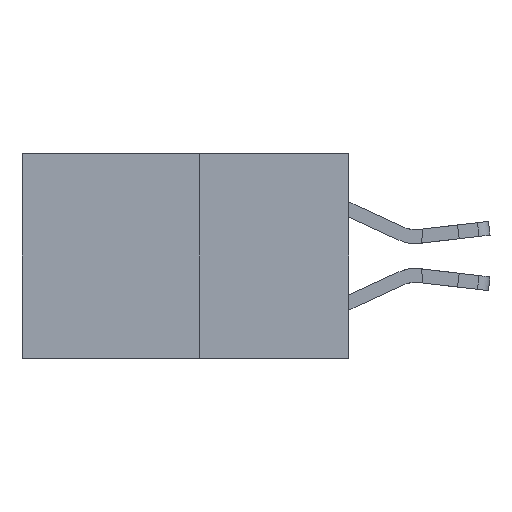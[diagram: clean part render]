
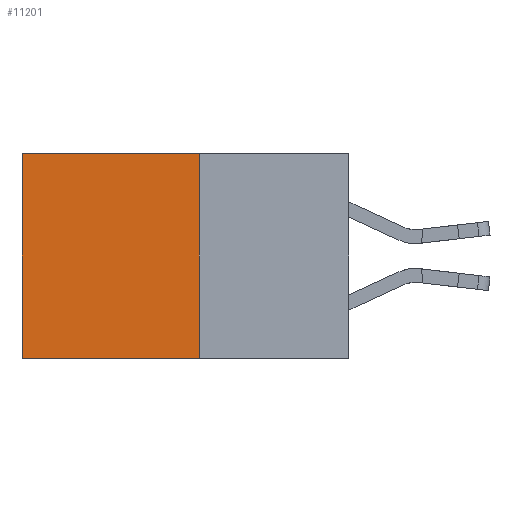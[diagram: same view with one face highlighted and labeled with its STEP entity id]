
A CAD part, left-side view. The second image highlights one B-rep face of the part: STEP entity #11201.
In plain terms, the highlighted planar face has unit normal (-1, 0, 0).
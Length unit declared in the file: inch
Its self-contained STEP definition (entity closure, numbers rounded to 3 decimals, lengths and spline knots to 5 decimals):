
#606 = EDGE_CURVE ( 'NONE', #6161, #5428, #8475, .T. ) ;
#907 = CARTESIAN_POINT ( 'NONE',  ( 0.277, 0.59, 0. ) ) ;
#1698 = DIRECTION ( 'NONE',  ( 0., 1., 0. ) ) ;
#2767 = EDGE_CURVE ( 'NONE', #9804, #5428, #6228, .T. ) ;
#3191 = PLANE ( 'NONE',  #12549 ) ;
#3546 = EDGE_CURVE ( 'NONE', #5156, #9804, #13119, .T. ) ;
#4655 = VECTOR ( 'NONE', #8432, 39.37008 ) ;
#4807 = DIRECTION ( 'NONE',  ( 0., 0., -1. ) ) ;
#4837 = CARTESIAN_POINT ( 'NONE',  ( 0.277, 0.59, -0.37 ) ) ;
#4866 = CARTESIAN_POINT ( 'NONE',  ( 0.277, 0.27, 0. ) ) ;
#4909 = ORIENTED_EDGE ( 'NONE', *, *, #14816, .F. ) ;
#5053 = CARTESIAN_POINT ( 'NONE',  ( 0.277, 0.27, -0.37 ) ) ;
#5156 = VERTEX_POINT ( 'NONE', #15700 ) ;
#5224 = ORIENTED_EDGE ( 'NONE', *, *, #3546, .T. ) ;
#5358 = ORIENTED_EDGE ( 'NONE', *, *, #606, .F. ) ;
#5428 = VERTEX_POINT ( 'NONE', #13058 ) ;
#5621 = ORIENTED_EDGE ( 'NONE', *, *, #2767, .T. ) ;
#5974 = VECTOR ( 'NONE', #4807, 39.37008 ) ;
#6161 = VERTEX_POINT ( 'NONE', #16713 ) ;
#6228 = LINE ( 'NONE', #4837, #13372 ) ;
#6363 = FACE_OUTER_BOUND ( 'NONE', #11931, .T. ) ;
#6438 = LINE ( 'NONE', #5053, #5974 ) ;
#8241 = CARTESIAN_POINT ( 'NONE',  ( 0.277, 0.27, -0.37 ) ) ;
#8432 = DIRECTION ( 'NONE',  ( 0., 1., 0. ) ) ;
#8475 = LINE ( 'NONE', #8241, #4655 ) ;
#8718 = CARTESIAN_POINT ( 'NONE',  ( 0.277, 0.27, -0.37 ) ) ;
#9804 = VERTEX_POINT ( 'NONE', #907 ) ;
#11201 = ADVANCED_FACE ( 'NONE', ( #6363 ), #3191, .F. ) ;
#11931 = EDGE_LOOP ( 'NONE', ( #5621, #5358, #4909, #5224 ) ) ;
#12549 = AXIS2_PLACEMENT_3D ( 'NONE', #8718, #14732, #14572 ) ;
#13058 = CARTESIAN_POINT ( 'NONE',  ( 0.277, 0.59, -0.37 ) ) ;
#13119 = LINE ( 'NONE', #4866, #16463 ) ;
#13372 = VECTOR ( 'NONE', #13570, 39.37008 ) ;
#13570 = DIRECTION ( 'NONE',  ( 0., 0., -1. ) ) ;
#14572 = DIRECTION ( 'NONE',  ( 0., 0., -1. ) ) ;
#14732 = DIRECTION ( 'NONE',  ( 1., 0., 0. ) ) ;
#14816 = EDGE_CURVE ( 'NONE', #5156, #6161, #6438, .T. ) ;
#15700 = CARTESIAN_POINT ( 'NONE',  ( 0.277, 0.27, 0. ) ) ;
#16463 = VECTOR ( 'NONE', #1698, 39.37008 ) ;
#16713 = CARTESIAN_POINT ( 'NONE',  ( 0.277, 0.27, -0.37 ) ) ;
